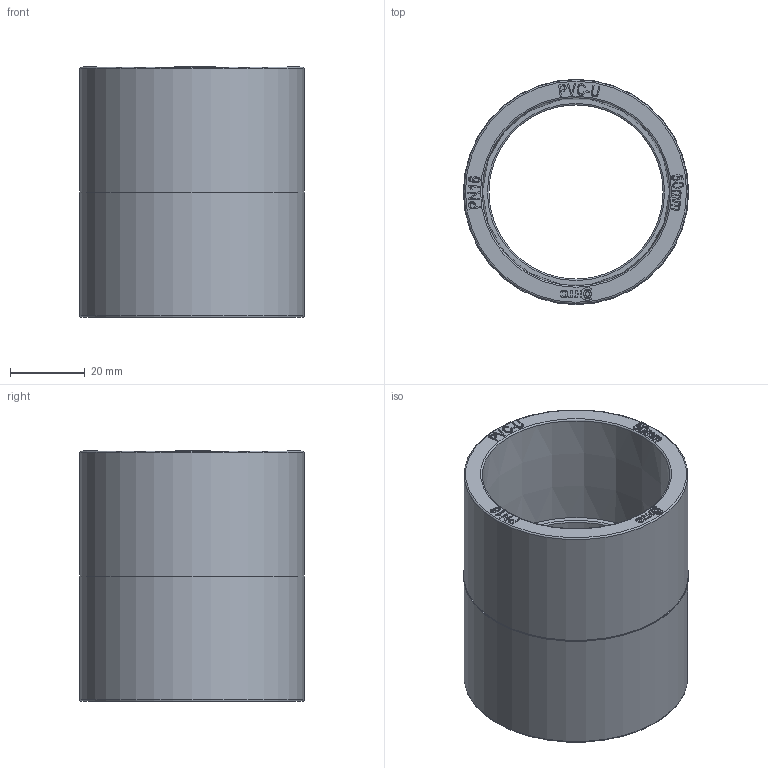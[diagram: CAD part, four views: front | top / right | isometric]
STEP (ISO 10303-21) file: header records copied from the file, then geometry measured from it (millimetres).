
FILE_DESCRIPTION(/* description */ (''),/* implementation_level */ '2;1');
FILE_NAME(/* name */ 'AF0101.000.050.step',/* time_stamp */ '2026-03-06T09:31:17+01:00',/* author */ (''),/* organization */ (''),/* preprocessor_version */ 'ST-DEVELOPER v20.1',/* originating_system */ 'Autodesk Translation Framework v14.24.0.0',/* authorisation */ '');
FILE_SCHEMA (('AUTOMOTIVE_DESIGN { 1 0 10303 214 3 1 1 }'));
Length unit declared in the file: millimetre
Products named in the file (1): 2026-02-11-11-11-22-055
Bounding box: 60.33 x 60.33 x 67.2 mm (x, y, z)
Volume: 57788.2 mm3; surface area: 25281.7 mm2
Topology: 1 solids, 1 shells, 327 faces, 889 edges, 592 vertices
Faces by surface type: bspline 179, plane 136, torus 6, cylinder 4, cone 2
Full cylindrical faces by diameter (mm): 46.624 x1, 60 x2, 60.335 x1
Entity records: 11703 total; most frequent: CARTESIAN_POINT 4708, ORIENTED_EDGE 1778, EDGE_CURVE 889, DIRECTION 857, VERTEX_POINT 592, LINE 503, VECTOR 503, EDGE_LOOP 357
